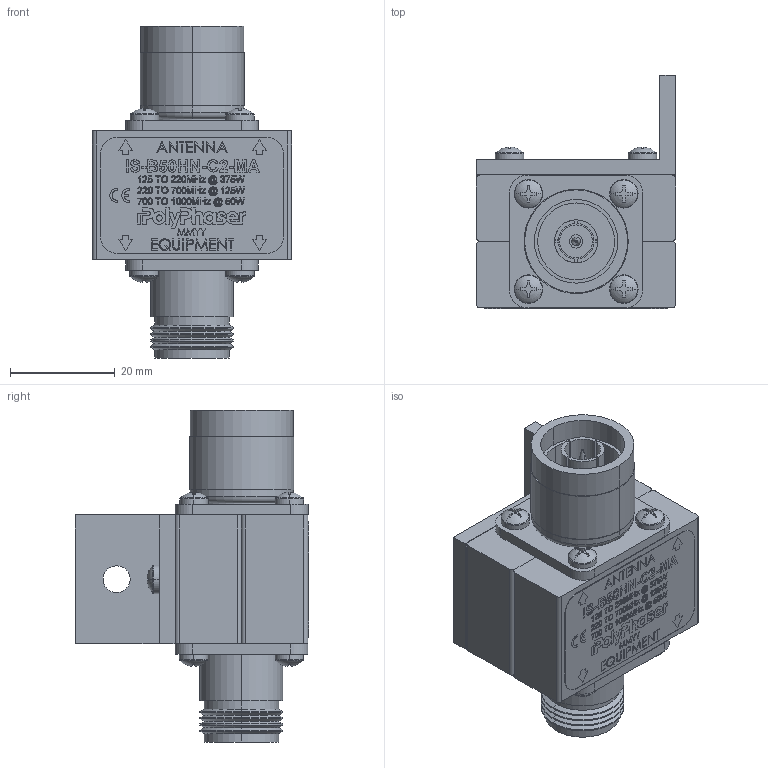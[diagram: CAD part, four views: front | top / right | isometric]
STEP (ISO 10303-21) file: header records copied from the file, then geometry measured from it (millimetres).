
FILE_DESCRIPTION (( 'STEP AP214' ), '1' );
FILE_NAME ('IS-50NX-C2-MA.STEP', '2019-07-30T19:57:19', ( '' ), ( '' ), 'SwSTEP 2.0', 'SolidWorks 2019', '' );
FILE_SCHEMA (( 'AUTOMOTIVE_DESIGN' ));
Length unit declared in the file: inch
Products named in the file (11): 9030-0084; 5100-0007; 9040-0287; 2012-6100; 7020-0507; 1081-0251-05; 5100-0006; Solder_2600-166; 5230-0002; 2011-6100-02; IS-50NX-C2-MA
Assembly tree (18 placements, depth 3):
  Solder_2600-166
  IS-50NX-C2-MA
    2012-6100
    5100-0006
    5230-0002
    9030-0084
      5100-0007
    9040-0287
      2011-6100-02
    1081-0251-05  x10
    7020-0507
Bounding box: 38.1 x 44.58 x 63.5 mm (x, y, z)
Volume: 31346 mm3; surface area: 21203.5 mm2
Topology: 16 solids, 16 shells, 2615 faces, 6442 edges, 3997 vertices
Faces by surface type: plane 1039, cone 546, cylinder 514, bspline 468, torus 46, sphere 2
Entity records: 92188 total; most frequent: CARTESIAN_POINT 36706, ORIENTED_EDGE 8696, DIRECTION 6321, EDGE_CURVE 4348, LINE 2891, VECTOR 2891, VERTEX_POINT 2854, EDGE_LOOP 1836
